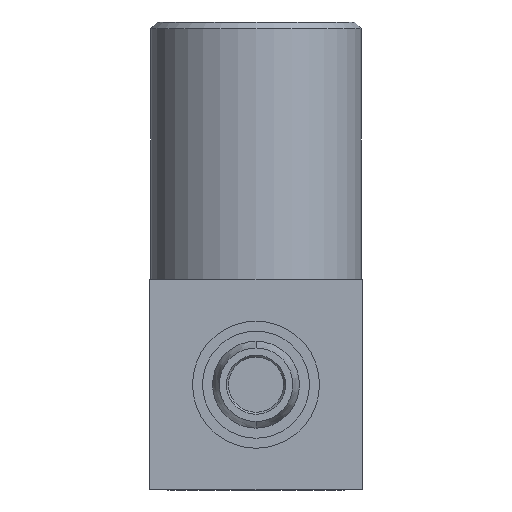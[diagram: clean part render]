
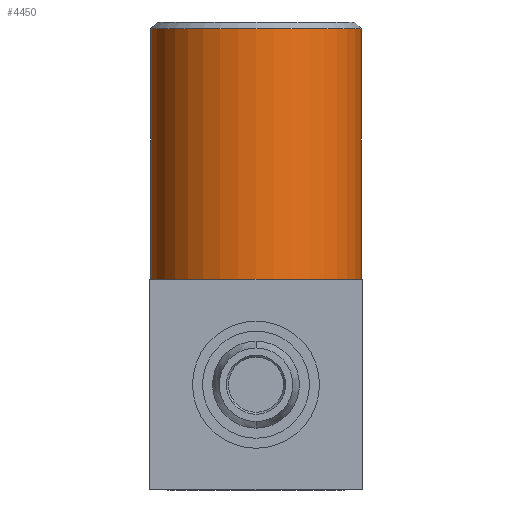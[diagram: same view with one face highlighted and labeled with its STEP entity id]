
A CAD part, front view. The second image highlights one B-rep face of the part: STEP entity #4450.
In plain terms, the highlighted cylindrical face has radius 3.15 mm (diameter 6.3 mm), a partial arc.
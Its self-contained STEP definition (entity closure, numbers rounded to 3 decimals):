
#93 = VERTEX_POINT ( 'NONE', #3787 ) ;
#656 = CYLINDRICAL_SURFACE ( 'NONE', #2195, 3.15 ) ;
#726 = ORIENTED_EDGE ( 'NONE', *, *, #1614, .T. ) ;
#776 = ORIENTED_EDGE ( 'NONE', *, *, #1819, .F. ) ;
#973 = DIRECTION ( 'NONE',  ( 0., 0., 1. ) ) ;
#1244 = AXIS2_PLACEMENT_3D ( 'NONE', #3366, #973, #3769 ) ;
#1333 = DIRECTION ( 'NONE',  ( 0., 0., 1. ) ) ;
#1339 = DIRECTION ( 'NONE',  ( 0., 0., 1. ) ) ;
#1532 = CARTESIAN_POINT ( 'NONE',  ( -3.15, 0., 0. ) ) ;
#1614 = EDGE_CURVE ( 'NONE', #2146, #3738, #4130, .T. ) ;
#1681 = DIRECTION ( 'NONE',  ( 1., 0., 0. ) ) ;
#1819 = EDGE_CURVE ( 'NONE', #5132, #93, #3049, .T. ) ;
#1822 = CARTESIAN_POINT ( 'NONE',  ( 3.15, 0., -0.2 ) ) ;
#1967 = EDGE_LOOP ( 'NONE', ( #776, #3647, #726, #4515 ) ) ;
#2146 = VERTEX_POINT ( 'NONE', #2531 ) ;
#2195 = AXIS2_PLACEMENT_3D ( 'NONE', #4869, #2463, #1681 ) ;
#2332 = DIRECTION ( 'NONE',  ( 0., 0., 1. ) ) ;
#2463 = DIRECTION ( 'NONE',  ( 0., 0., 1. ) ) ;
#2531 = CARTESIAN_POINT ( 'NONE',  ( 3.15, 0., -7.7 ) ) ;
#3049 = LINE ( 'NONE', #1532, #3990 ) ;
#3054 = VECTOR ( 'NONE', #2332, 1000. ) ;
#3139 = CIRCLE ( 'NONE', #4701, 3.15 ) ;
#3161 = FACE_OUTER_BOUND ( 'NONE', #1967, .T. ) ;
#3366 = CARTESIAN_POINT ( 'NONE',  ( 0., 0., -0.2 ) ) ;
#3513 = EDGE_CURVE ( 'NONE', #5132, #2146, #3139, .T. ) ;
#3570 = CARTESIAN_POINT ( 'NONE',  ( 3.15, 0., 0. ) ) ;
#3647 = ORIENTED_EDGE ( 'NONE', *, *, #3513, .T. ) ;
#3738 = VERTEX_POINT ( 'NONE', #1822 ) ;
#3741 = CARTESIAN_POINT ( 'NONE',  ( 0., 0., -7.7 ) ) ;
#3769 = DIRECTION ( 'NONE',  ( 1., 0., 0. ) ) ;
#3787 = CARTESIAN_POINT ( 'NONE',  ( -3.15, 0., -0.2 ) ) ;
#3875 = CARTESIAN_POINT ( 'NONE',  ( -3.15, 0., -7.7 ) ) ;
#3990 = VECTOR ( 'NONE', #1339, 1000. ) ;
#4130 = LINE ( 'NONE', #3570, #3054 ) ;
#4140 = DIRECTION ( 'NONE',  ( 0., 1., 0. ) ) ;
#4450 = ADVANCED_FACE ( 'NONE', ( #3161 ), #656, .T. ) ;
#4515 = ORIENTED_EDGE ( 'NONE', *, *, #5031, .F. ) ;
#4701 = AXIS2_PLACEMENT_3D ( 'NONE', #3741, #1333, #4140 ) ;
#4869 = CARTESIAN_POINT ( 'NONE',  ( 0., 0., 0. ) ) ;
#5031 = EDGE_CURVE ( 'NONE', #93, #3738, #5111, .T. ) ;
#5111 = CIRCLE ( 'NONE', #1244, 3.15 ) ;
#5132 = VERTEX_POINT ( 'NONE', #3875 ) ;
